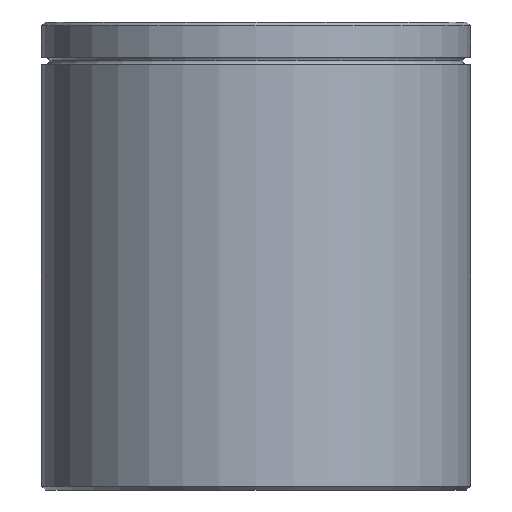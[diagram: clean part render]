
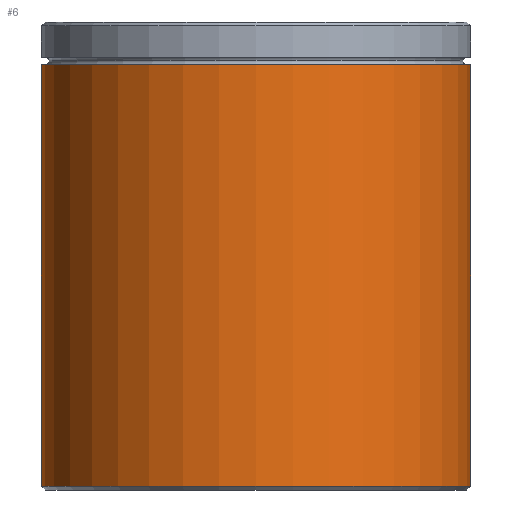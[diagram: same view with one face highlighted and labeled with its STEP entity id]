
A CAD part, front view. The second image highlights one B-rep face of the part: STEP entity #6.
In plain terms, the highlighted cylindrical face has radius 27.5 mm (diameter 55 mm), a partial arc.
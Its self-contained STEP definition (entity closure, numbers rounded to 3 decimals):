
#6 = ADVANCED_FACE ( 'NONE', ( #316 ), #190, .T. ) ;
#53 = VERTEX_POINT ( 'NONE', #279 ) ;
#56 = CIRCLE ( 'NONE', #452, 27.5 ) ;
#86 = EDGE_CURVE ( 'NONE', #213, #468, #250, .T. ) ;
#93 = CARTESIAN_POINT ( 'NONE',  ( 27.5, 0., 0. ) ) ;
#105 = LINE ( 'NONE', #416, #243 ) ;
#129 = AXIS2_PLACEMENT_3D ( 'NONE', #283, #447, #187 ) ;
#131 = CARTESIAN_POINT ( 'NONE',  ( 27.5, 0., -59.5 ) ) ;
#135 = DIRECTION ( 'NONE',  ( 0., 0., 1. ) ) ;
#137 = LINE ( 'NONE', #93, #428 ) ;
#187 = DIRECTION ( 'NONE',  ( 1., 0., 0. ) ) ;
#190 = CYLINDRICAL_SURFACE ( 'NONE', #129, 27.5 ) ;
#213 = VERTEX_POINT ( 'NONE', #265 ) ;
#238 = CARTESIAN_POINT ( 'NONE',  ( 0., 0., -59.5 ) ) ;
#240 = EDGE_CURVE ( 'NONE', #369, #53, #56, .T. ) ;
#243 = VECTOR ( 'NONE', #538, 1000. ) ;
#250 = CIRCLE ( 'NONE', #532, 27.5 ) ;
#254 = EDGE_LOOP ( 'NONE', ( #457, #412, #327, #489 ) ) ;
#265 = CARTESIAN_POINT ( 'NONE',  ( -27.5, 0., -59.5 ) ) ;
#279 = CARTESIAN_POINT ( 'NONE',  ( 27.5, 0., -5.5 ) ) ;
#283 = CARTESIAN_POINT ( 'NONE',  ( 0., 0., 0. ) ) ;
#316 = FACE_OUTER_BOUND ( 'NONE', #254, .T. ) ;
#327 = ORIENTED_EDGE ( 'NONE', *, *, #334, .T. ) ;
#334 = EDGE_CURVE ( 'NONE', #468, #53, #137, .T. ) ;
#346 = DIRECTION ( 'NONE',  ( 0., 0., 1. ) ) ;
#369 = VERTEX_POINT ( 'NONE', #483 ) ;
#382 = CARTESIAN_POINT ( 'NONE',  ( 0., 0., -5.5 ) ) ;
#412 = ORIENTED_EDGE ( 'NONE', *, *, #86, .T. ) ;
#416 = CARTESIAN_POINT ( 'NONE',  ( -27.5, 0., 0. ) ) ;
#428 = VECTOR ( 'NONE', #135, 1000. ) ;
#447 = DIRECTION ( 'NONE',  ( 0., 0., 1. ) ) ;
#452 = AXIS2_PLACEMENT_3D ( 'NONE', #382, #346, #565 ) ;
#457 = ORIENTED_EDGE ( 'NONE', *, *, #519, .F. ) ;
#466 = DIRECTION ( 'NONE',  ( 0., 0., 1. ) ) ;
#468 = VERTEX_POINT ( 'NONE', #131 ) ;
#483 = CARTESIAN_POINT ( 'NONE',  ( -27.5, 0., -5.5 ) ) ;
#489 = ORIENTED_EDGE ( 'NONE', *, *, #240, .F. ) ;
#519 = EDGE_CURVE ( 'NONE', #213, #369, #105, .T. ) ;
#532 = AXIS2_PLACEMENT_3D ( 'NONE', #238, #466, #555 ) ;
#538 = DIRECTION ( 'NONE',  ( 0., 0., 1. ) ) ;
#555 = DIRECTION ( 'NONE',  ( -1., 0., 0. ) ) ;
#565 = DIRECTION ( 'NONE',  ( 1., 0., 0. ) ) ;
